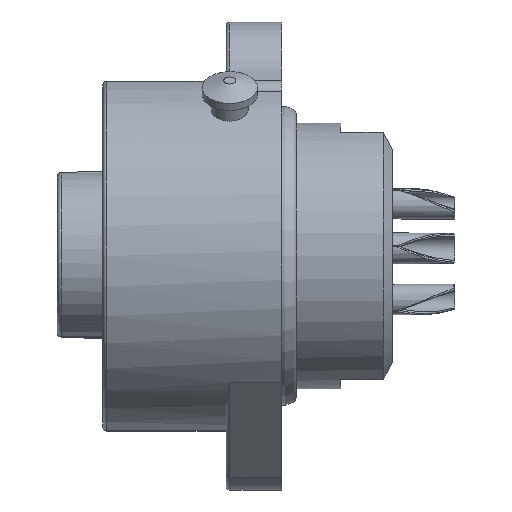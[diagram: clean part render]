
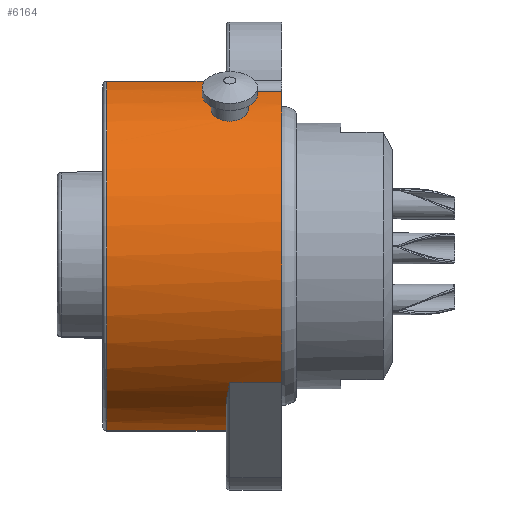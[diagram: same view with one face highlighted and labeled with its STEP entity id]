
A CAD part, left-side view. The second image highlights one B-rep face of the part: STEP entity #6164.
In plain terms, the highlighted cylindrical face has radius 14.5 mm (diameter 29 mm), a partial arc.
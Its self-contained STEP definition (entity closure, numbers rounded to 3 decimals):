
#880=B_SPLINE_CURVE_WITH_KNOTS('',3,(#32853,#32854,#32855,#32856,#32857,
#32858,#32859,#32860,#32861,#32862),.UNSPECIFIED.,.F.,.F.,(4,3,3,4),(0.,
0.007,0.688,1.),.UNSPECIFIED.);
#881=B_SPLINE_CURVE_WITH_KNOTS('',3,(#32874,#32875,#32876,#32877,#32878,
#32879,#32880,#32881,#32882,#32883),.UNSPECIFIED.,.F.,.F.,(4,3,3,4),(0.,
0.202,0.992,1.),.UNSPECIFIED.);
#882=B_SPLINE_CURVE_WITH_KNOTS('',3,(#32888,#32889,#32890,#32891,#32892,
#32893,#32894,#32895,#32896,#32897,#32898,#32899,#32900,#32901,#32902,#32903,
#32904,#32905,#32906,#32907,#32908,#32909,#32910,#32911,#32912,#32913,#32914,
#32915,#32916,#32917,#32918,#32919,#32920,#32921,#32922,#32923,#32924,#32925,
#32926,#32927,#32928,#32929,#32930,#32931,#32932,#32933,#32934,#32935,#32936,
#32937,#32938,#32939,#32940,#32941,#32942,#32943,#32944,#32945),
 .UNSPECIFIED.,.T.,.F.,(1,3,3,3,3,3,3,3,3,3,3,3,3,3,3,3,3,3,3,3,3,1),(-0.035,
0.,0.054,0.107,0.161,0.214,
0.268,0.321,0.375,0.429,
0.483,0.536,0.589,0.643,
0.697,0.751,0.804,0.857,
0.911,0.965,1.,1.054),.UNSPECIFIED.);
#1359=FACE_BOUND('',#9348,.T.);
#1360=FACE_BOUND('',#9349,.T.);
#1662=CYLINDRICAL_SURFACE('',#23710,14.5);
#2310=LINE('',#32850,#4405);
#2311=LINE('',#32866,#4406);
#2312=LINE('',#32870,#4407);
#2313=LINE('',#32885,#4408);
#4405=VECTOR('',#26116,1.);
#4406=VECTOR('',#26119,1.);
#4407=VECTOR('',#26122,1.);
#4408=VECTOR('',#26125,1.);
#6164=ADVANCED_FACE('',(#1359,#1360),#1662,.T.);
#9348=EDGE_LOOP('',(#11376,#11377,#11378,#11379,#11380,#11381,#11382,#11383,
#11384,#11385));
#9349=EDGE_LOOP('',(#11386));
#11376=ORIENTED_EDGE('',*,*,#20138,.T.);
#11377=ORIENTED_EDGE('',*,*,#20139,.T.);
#11378=ORIENTED_EDGE('',*,*,#20140,.T.);
#11379=ORIENTED_EDGE('',*,*,#20141,.T.);
#11380=ORIENTED_EDGE('',*,*,#20142,.T.);
#11381=ORIENTED_EDGE('',*,*,#20143,.T.);
#11382=ORIENTED_EDGE('',*,*,#20144,.T.);
#11383=ORIENTED_EDGE('',*,*,#20145,.T.);
#11384=ORIENTED_EDGE('',*,*,#20146,.F.);
#11385=ORIENTED_EDGE('',*,*,#20147,.F.);
#11386=ORIENTED_EDGE('',*,*,#20148,.F.);
#17927=VERTEX_POINT('',#32851);
#17928=VERTEX_POINT('',#32852);
#17929=VERTEX_POINT('',#32863);
#17930=VERTEX_POINT('',#32865);
#17931=VERTEX_POINT('',#32867);
#17932=VERTEX_POINT('',#32869);
#17933=VERTEX_POINT('',#32871);
#17934=VERTEX_POINT('',#32873);
#17935=VERTEX_POINT('',#32884);
#17936=VERTEX_POINT('',#32886);
#17937=VERTEX_POINT('',#32946);
#20138=EDGE_CURVE('',#17927,#17928,#2310,.T.);
#20139=EDGE_CURVE('',#17928,#17929,#880,.T.);
#20140=EDGE_CURVE('',#17929,#17930,#22990,.T.);
#20141=EDGE_CURVE('',#17930,#17931,#2311,.T.);
#20142=EDGE_CURVE('',#17931,#17932,#22991,.T.);
#20143=EDGE_CURVE('',#17932,#17933,#2312,.T.);
#20144=EDGE_CURVE('',#17933,#17934,#22992,.T.);
#20145=EDGE_CURVE('',#17934,#17935,#881,.T.);
#20146=EDGE_CURVE('',#17936,#17935,#2313,.T.);
#20147=EDGE_CURVE('',#17927,#17936,#22993,.T.);
#20148=EDGE_CURVE('',#17937,#17937,#882,.T.);
#22990=CIRCLE('',#23706,14.5);
#22991=CIRCLE('',#23707,14.5);
#22992=CIRCLE('',#23708,14.5);
#22993=CIRCLE('',#23709,14.5);
#23706=AXIS2_PLACEMENT_3D('',#32864,#26117,#26118);
#23707=AXIS2_PLACEMENT_3D('',#32868,#26120,#26121);
#23708=AXIS2_PLACEMENT_3D('',#32872,#26123,#26124);
#23709=AXIS2_PLACEMENT_3D('',#32887,#26126,#26127);
#23710=AXIS2_PLACEMENT_3D('',#32947,#26128,#26129);
#26116=DIRECTION('',(0.,1.,0.));
#26117=DIRECTION('',(0.,1.,0.));
#26118=DIRECTION('',(-1.,0.,0.));
#26119=DIRECTION('',(0.,1.,0.));
#26120=DIRECTION('',(0.,-1.,0.));
#26121=DIRECTION('',(0.,0.,1.));
#26122=DIRECTION('',(0.,-1.,0.));
#26123=DIRECTION('',(0.,1.,0.));
#26124=DIRECTION('',(-1.,0.,0.));
#26125=DIRECTION('',(0.,1.,0.));
#26126=DIRECTION('',(0.,-1.,0.));
#26127=DIRECTION('',(0.,0.,1.));
#26128=DIRECTION('',(0.,-1.,0.));
#26129=DIRECTION('',(0.,0.,1.));
#32850=CARTESIAN_POINT('',(-5.606,9.,13.372));
#32851=CARTESIAN_POINT('',(-5.606,9.,13.372));
#32852=CARTESIAN_POINT('',(-5.606,13.2,13.372));
#32853=CARTESIAN_POINT('',(-5.606,13.2,13.372));
#32854=CARTESIAN_POINT('',(-5.604,13.201,13.373));
#32855=CARTESIAN_POINT('',(-5.603,13.202,13.374));
#32856=CARTESIAN_POINT('',(-5.601,13.203,13.374));
#32857=CARTESIAN_POINT('',(-5.444,13.3,13.44));
#32858=CARTESIAN_POINT('',(-5.283,13.399,13.505));
#32859=CARTESIAN_POINT('',(-5.108,13.456,13.571));
#32860=CARTESIAN_POINT('',(-5.027,13.482,13.601));
#32861=CARTESIAN_POINT('',(-4.942,13.5,13.632));
#32862=CARTESIAN_POINT('',(-4.857,13.5,13.662));
#32863=CARTESIAN_POINT('',(-4.857,13.5,13.662));
#32864=CARTESIAN_POINT('',(0.,13.5,0.));
#32865=CARTESIAN_POINT('',(-2.987,13.5,14.189));
#32866=CARTESIAN_POINT('',(-2.987,27.2,14.189));
#32867=CARTESIAN_POINT('',(-2.987,23.2,14.189));
#32868=CARTESIAN_POINT('',(0.,23.2,0.));
#32869=CARTESIAN_POINT('',(-2.987,23.2,-14.189));
#32870=CARTESIAN_POINT('',(-2.987,27.2,-14.189));
#32871=CARTESIAN_POINT('',(-2.987,13.5,-14.189));
#32872=CARTESIAN_POINT('',(0.,13.5,0.));
#32873=CARTESIAN_POINT('',(-7.922,13.5,-12.145));
#32874=CARTESIAN_POINT('',(-7.922,13.5,-12.145));
#32875=CARTESIAN_POINT('',(-8.09,13.5,-12.035));
#32876=CARTESIAN_POINT('',(-8.255,13.492,-11.922));
#32877=CARTESIAN_POINT('',(-8.418,13.479,-11.806));
#32878=CARTESIAN_POINT('',(-9.053,13.43,-11.354));
#32879=CARTESIAN_POINT('',(-9.649,13.315,-10.851));
#32880=CARTESIAN_POINT('',(-10.199,13.203,-10.307));
#32881=CARTESIAN_POINT('',(-10.204,13.202,-10.302));
#32882=CARTESIAN_POINT('',(-10.21,13.201,-10.296));
#32883=CARTESIAN_POINT('',(-10.216,13.2,-10.29));
#32884=CARTESIAN_POINT('',(-10.216,13.2,-10.29));
#32885=CARTESIAN_POINT('',(-10.216,9.,-10.29));
#32886=CARTESIAN_POINT('',(-10.216,9.,-10.29));
#32887=CARTESIAN_POINT('',(0.,9.,0.));
#32888=CARTESIAN_POINT('',(-7.044,13.2,12.674));
#32889=CARTESIAN_POINT('',(-7.044,13.367,12.674));
#32890=CARTESIAN_POINT('',(-7.069,13.537,12.66));
#32891=CARTESIAN_POINT('',(-7.117,13.695,12.633));
#32892=CARTESIAN_POINT('',(-7.166,13.853,12.606));
#32893=CARTESIAN_POINT('',(-7.238,14.003,12.565));
#32894=CARTESIAN_POINT('',(-7.328,14.134,12.512));
#32895=CARTESIAN_POINT('',(-7.419,14.265,12.459));
#32896=CARTESIAN_POINT('',(-7.529,14.38,12.393));
#32897=CARTESIAN_POINT('',(-7.65,14.47,12.318));
#32898=CARTESIAN_POINT('',(-7.771,14.559,12.243));
#32899=CARTESIAN_POINT('',(-7.906,14.625,12.156));
#32900=CARTESIAN_POINT('',(-8.042,14.663,12.065));
#32901=CARTESIAN_POINT('',(-8.178,14.7,11.975));
#32902=CARTESIAN_POINT('',(-8.32,14.709,11.877));
#32903=CARTESIAN_POINT('',(-8.455,14.69,11.779));
#32904=CARTESIAN_POINT('',(-8.59,14.671,11.683));
#32905=CARTESIAN_POINT('',(-8.723,14.624,11.584));
#32906=CARTESIAN_POINT('',(-8.842,14.551,11.492));
#32907=CARTESIAN_POINT('',(-8.961,14.479,11.4));
#32908=CARTESIAN_POINT('',(-9.071,14.379,11.313));
#32909=CARTESIAN_POINT('',(-9.163,14.261,11.238));
#32910=CARTESIAN_POINT('',(-9.255,14.142,11.163));
#32911=CARTESIAN_POINT('',(-9.332,14.002,11.098));
#32912=CARTESIAN_POINT('',(-9.388,13.85,11.051));
#32913=CARTESIAN_POINT('',(-9.444,13.699,11.003));
#32914=CARTESIAN_POINT('',(-9.48,13.533,10.972));
#32915=CARTESIAN_POINT('',(-9.494,13.365,10.96));
#32916=CARTESIAN_POINT('',(-9.508,13.199,10.947));
#32917=CARTESIAN_POINT('',(-9.501,13.027,10.954));
#32918=CARTESIAN_POINT('',(-9.472,12.864,10.979));
#32919=CARTESIAN_POINT('',(-9.444,12.701,11.003));
#32920=CARTESIAN_POINT('',(-9.393,12.543,11.046));
#32921=CARTESIAN_POINT('',(-9.325,12.402,11.104));
#32922=CARTESIAN_POINT('',(-9.257,12.26,11.161));
#32923=CARTESIAN_POINT('',(-9.168,12.131,11.235));
#32924=CARTESIAN_POINT('',(-9.065,12.027,11.317));
#32925=CARTESIAN_POINT('',(-8.963,11.922,11.399));
#32926=CARTESIAN_POINT('',(-8.843,11.839,11.492));
#32927=CARTESIAN_POINT('',(-8.716,11.783,11.588));
#32928=CARTESIAN_POINT('',(-8.589,11.728,11.683));
#32929=CARTESIAN_POINT('',(-8.452,11.7,11.783));
#32930=CARTESIAN_POINT('',(-8.314,11.7,11.88));
#32931=CARTESIAN_POINT('',(-8.177,11.7,11.976));
#32932=CARTESIAN_POINT('',(-8.036,11.73,12.07));
#32933=CARTESIAN_POINT('',(-7.904,11.785,12.156));
#32934=CARTESIAN_POINT('',(-7.772,11.84,12.242));
#32935=CARTESIAN_POINT('',(-7.645,11.924,12.322));
#32936=CARTESIAN_POINT('',(-7.533,12.028,12.39));
#32937=CARTESIAN_POINT('',(-7.421,12.132,12.458));
#32938=CARTESIAN_POINT('',(-7.321,12.261,12.516));
#32939=CARTESIAN_POINT('',(-7.244,12.403,12.561));
#32940=CARTESIAN_POINT('',(-7.166,12.546,12.606));
#32941=CARTESIAN_POINT('',(-7.108,12.706,12.638));
#32942=CARTESIAN_POINT('',(-7.076,12.87,12.656));
#32943=CARTESIAN_POINT('',(-7.054,12.978,12.668));
#32944=CARTESIAN_POINT('',(-7.044,13.089,12.674));
#32945=CARTESIAN_POINT('',(-7.044,13.2,12.674));
#32946=CARTESIAN_POINT('',(-7.044,13.2,12.674));
#32947=CARTESIAN_POINT('',(0.,27.2,0.));
